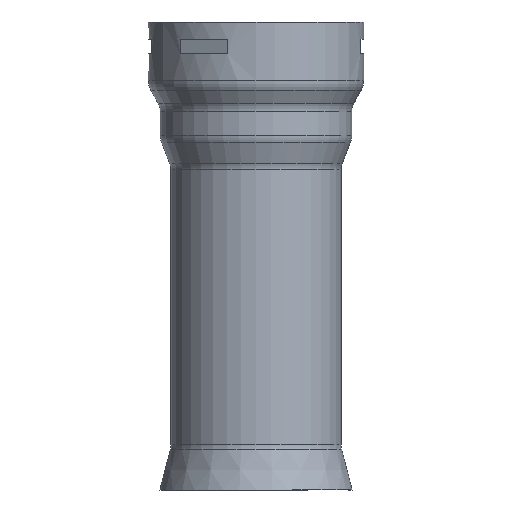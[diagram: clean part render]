
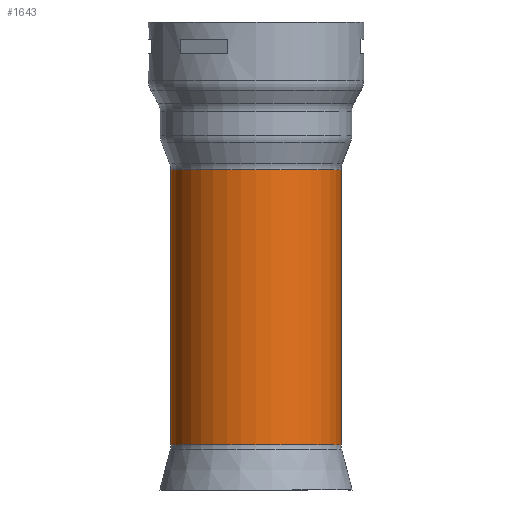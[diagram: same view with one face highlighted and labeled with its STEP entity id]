
A CAD part, front view. The second image highlights one B-rep face of the part: STEP entity #1643.
In plain terms, the highlighted cylindrical face has radius 400 mm (diameter 800 mm), a full revolution.
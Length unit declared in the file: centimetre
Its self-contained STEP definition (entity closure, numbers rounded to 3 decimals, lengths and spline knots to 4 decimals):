
#22=CYLINDRICAL_SURFACE('',#1818,40.);
#128=CIRCLE('',#1799,40.);
#129=CIRCLE('',#1800,40.);
#134=CIRCLE('',#1808,40.);
#135=CIRCLE('',#1809,40.);
#250=FACE_OUTER_BOUND('',#348,.T.);
#348=EDGE_LOOP('',(#1432,#1433,#1434,#1435,#1436,#1437));
#489=LINE('',#2809,#624);
#624=VECTOR('',#2298,40.);
#757=VERTEX_POINT('',#2774);
#758=VERTEX_POINT('',#2776);
#763=VERTEX_POINT('',#2791);
#764=VERTEX_POINT('',#2792);
#979=EDGE_CURVE('',#758,#757,#128,.T.);
#980=EDGE_CURVE('',#757,#758,#129,.T.);
#986=EDGE_CURVE('',#763,#764,#134,.T.);
#987=EDGE_CURVE('',#764,#763,#135,.T.);
#995=EDGE_CURVE('',#764,#758,#489,.T.);
#1432=ORIENTED_EDGE('',*,*,#986,.F.);
#1433=ORIENTED_EDGE('',*,*,#987,.F.);
#1434=ORIENTED_EDGE('',*,*,#995,.T.);
#1435=ORIENTED_EDGE('',*,*,#979,.T.);
#1436=ORIENTED_EDGE('',*,*,#980,.T.);
#1437=ORIENTED_EDGE('',*,*,#995,.F.);
#1643=ADVANCED_FACE('',(#250),#22,.T.);
#1799=AXIS2_PLACEMENT_3D('',#2777,#2256,#2257);
#1800=AXIS2_PLACEMENT_3D('',#2778,#2258,#2259);
#1808=AXIS2_PLACEMENT_3D('',#2793,#2275,#2276);
#1809=AXIS2_PLACEMENT_3D('',#2794,#2277,#2278);
#1818=AXIS2_PLACEMENT_3D('',#2808,#2296,#2297);
#2256=DIRECTION('center_axis',(0.,0.,
-1.));
#2257=DIRECTION('ref_axis',(1.,0.,0.));
#2258=DIRECTION('center_axis',(0.,0.,
-1.));
#2259=DIRECTION('ref_axis',(1.,0.,0.));
#2275=DIRECTION('center_axis',(0.,0.,
-1.));
#2276=DIRECTION('ref_axis',(1.,0.,0.));
#2277=DIRECTION('center_axis',(0.,0.,
-1.));
#2278=DIRECTION('ref_axis',(1.,0.,0.));
#2296=DIRECTION('center_axis',(0.,0.,
-1.));
#2297=DIRECTION('ref_axis',(-1.,0.,0.));
#2298=DIRECTION('',(0.,0.,1.));
#2774=CARTESIAN_POINT('',(509.3207,203.164,40.5146));
#2776=CARTESIAN_POINT('',(549.3207,243.164,40.5146));
#2777=CARTESIAN_POINT('Origin',(509.3207,243.164,40.5146));
#2778=CARTESIAN_POINT('Origin',(509.3207,243.164,40.5146));
#2791=CARTESIAN_POINT('',(509.3207,203.164,-88.7953));
#2792=CARTESIAN_POINT('',(549.3207,243.164,-88.7953));
#2793=CARTESIAN_POINT('Origin',(509.3207,243.164,-88.7953));
#2794=CARTESIAN_POINT('Origin',(509.3207,243.164,-88.7953));
#2808=CARTESIAN_POINT('Origin',(509.3207,243.164,-34.1403));
#2809=CARTESIAN_POINT('',(549.3207,243.164,-34.1403));
